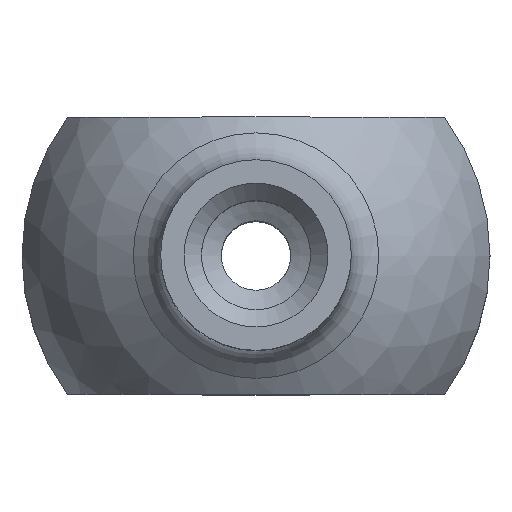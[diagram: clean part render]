
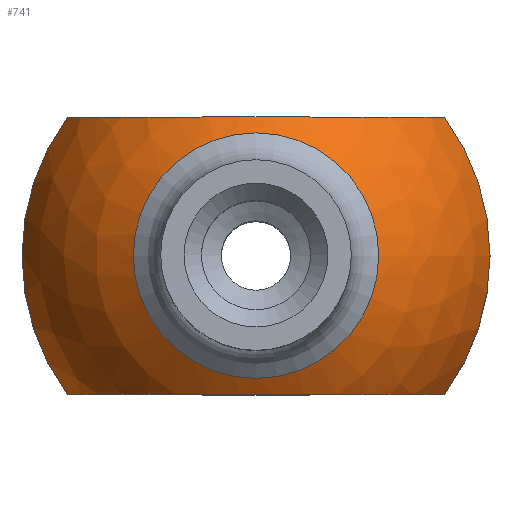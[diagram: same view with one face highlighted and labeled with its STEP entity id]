
A CAD part, top view. The second image highlights one B-rep face of the part: STEP entity #741.
In plain terms, the highlighted spherical face has radius 7 mm.
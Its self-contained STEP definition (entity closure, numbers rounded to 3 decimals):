
#683=CARTESIAN_POINT('',(-14.957,10.807,6.038));
#684=VERTEX_POINT('',#683);
#685=CARTESIAN_POINT('',(-18.498,10.807,6.038));
#686=DIRECTION('',(0.0,0.0,1.0));
#687=DIRECTION('',(-1.0,0.0,0.0));
#688=AXIS2_PLACEMENT_3D('',#685,#686,#687);
#689=CIRCLE('',#688,3.541);
#690=EDGE_CURVE('',#684,#684,#689,.T.);
#695=CARTESIAN_POINT('',(-18.498,10.807,0.0));
#696=DIRECTION('',(0.0,0.0,1.0));
#697=DIRECTION('',(1.0,0.0,0.0));
#698=AXIS2_PLACEMENT_3D('',#695,#696,#697);
#699=SPHERICAL_SURFACE('',#698,7.);
#700=CARTESIAN_POINT('',(-13.061,14.807,1.854));
#701=VERTEX_POINT('',#700);
#702=CARTESIAN_POINT('',(-23.935,14.807,1.854));
#703=VERTEX_POINT('',#702);
#704=CARTESIAN_POINT('',(-18.498,14.807,0.0));
#705=DIRECTION('',(0.0,-1.0,0.0));
#706=DIRECTION('',(0.0,0.0,1.0));
#707=AXIS2_PLACEMENT_3D('',#704,#705,#706);
#708=CIRCLE('',#707,5.745);
#709=EDGE_CURVE('',#701,#703,#708,.T.);
#710=ORIENTED_EDGE('',*,*,#709,.T.);
#711=CARTESIAN_POINT('',(-23.935,6.807,1.854));
#712=VERTEX_POINT('',#711);
#713=CARTESIAN_POINT('',(-18.498,10.807,1.854));
#714=DIRECTION('',(0.0,0.0,-1.0));
#715=DIRECTION('',(-1.0,0.0,0.0));
#716=AXIS2_PLACEMENT_3D('',#713,#714,#715);
#717=CIRCLE('',#716,6.75);
#718=EDGE_CURVE('',#712,#703,#717,.T.);
#719=ORIENTED_EDGE('',*,*,#718,.F.);
#720=CARTESIAN_POINT('',(-13.061,6.807,1.854));
#721=VERTEX_POINT('',#720);
#722=CARTESIAN_POINT('',(-18.498,6.807,0.0));
#723=DIRECTION('',(0.0,1.0,0.0));
#724=DIRECTION('',(0.0,0.0,-1.0));
#725=AXIS2_PLACEMENT_3D('',#722,#723,#724);
#726=CIRCLE('',#725,5.745);
#727=EDGE_CURVE('',#712,#721,#726,.T.);
#728=ORIENTED_EDGE('',*,*,#727,.T.);
#729=CARTESIAN_POINT('',(-18.498,10.807,1.854));
#730=DIRECTION('',(0.0,0.0,-1.0));
#731=DIRECTION('',(-1.0,0.0,0.0));
#732=AXIS2_PLACEMENT_3D('',#729,#730,#731);
#733=CIRCLE('',#732,6.75);
#734=EDGE_CURVE('',#701,#721,#733,.T.);
#735=ORIENTED_EDGE('',*,*,#734,.F.);
#736=EDGE_LOOP('',(#710,#719,#728,#735));
#737=FACE_OUTER_BOUND('',#736,.T.);
#738=ORIENTED_EDGE('',*,*,#690,.F.);
#739=EDGE_LOOP('',(#738));
#740=FACE_BOUND('',#739,.T.);
#741=ADVANCED_FACE('',(#737,#740),#699,.T.);
